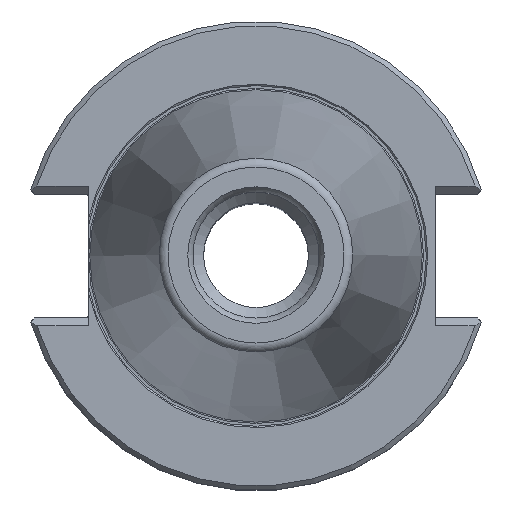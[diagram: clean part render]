
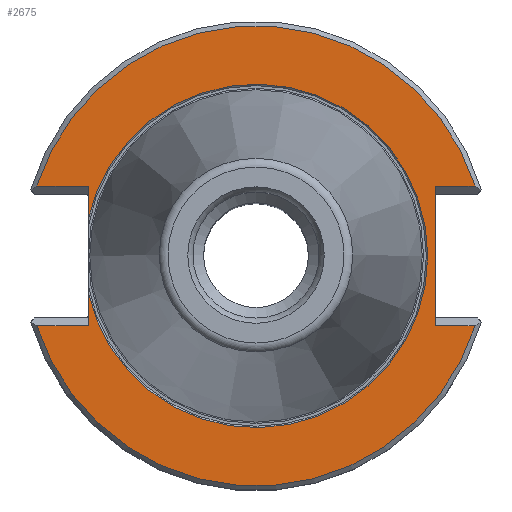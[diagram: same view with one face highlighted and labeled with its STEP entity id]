
A CAD part, top view. The second image highlights one B-rep face of the part: STEP entity #2675.
In plain terms, the highlighted planar face has unit normal (0, 0, 1).
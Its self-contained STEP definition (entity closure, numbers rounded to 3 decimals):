
#37=LINE('',#3709,#136);
#39=LINE('',#3723,#138);
#51=LINE('',#3761,#150);
#60=LINE('',#3794,#159);
#63=LINE('',#3804,#162);
#64=LINE('',#3809,#163);
#65=LINE('',#3810,#164);
#136=VECTOR('',#3094,1000.);
#138=VECTOR('',#3096,1000.);
#150=VECTOR('',#3130,1000.);
#159=VECTOR('',#3163,1000.);
#162=VECTOR('',#3172,1000.);
#163=VECTOR('',#3177,1000.);
#164=VECTOR('',#3178,1000.);
#296=PLANE('',#2833);
#432=ORIENTED_EDGE('',*,*,#906,.F.);
#433=ORIENTED_EDGE('',*,*,#865,.F.);
#434=ORIENTED_EDGE('',*,*,#907,.F.);
#435=ORIENTED_EDGE('',*,*,#861,.F.);
#436=ORIENTED_EDGE('',*,*,#901,.T.);
#437=ORIENTED_EDGE('',*,*,#908,.T.);
#438=ORIENTED_EDGE('',*,*,#909,.T.);
#439=ORIENTED_EDGE('',*,*,#884,.F.);
#440=ORIENTED_EDGE('',*,*,#910,.F.);
#441=ORIENTED_EDGE('',*,*,#911,.T.);
#861=EDGE_CURVE('',#1108,#1110,#37,.T.);
#865=EDGE_CURVE('',#1113,#1114,#39,.T.);
#884=EDGE_CURVE('',#1128,#1129,#51,.T.);
#901=EDGE_CURVE('',#1108,#1141,#60,.T.);
#906=EDGE_CURVE('',#1114,#1145,#63,.T.);
#907=EDGE_CURVE('',#1110,#1113,#1296,.T.);
#908=EDGE_CURVE('',#1141,#1146,#1297,.T.);
#909=EDGE_CURVE('',#1146,#1129,#64,.T.);
#910=EDGE_CURVE('',#1147,#1128,#65,.T.);
#911=EDGE_CURVE('',#1147,#1145,#1298,.T.);
#1108=VERTEX_POINT('',#3707);
#1110=VERTEX_POINT('',#3710);
#1113=VERTEX_POINT('',#3722);
#1114=VERTEX_POINT('',#3724);
#1128=VERTEX_POINT('',#3760);
#1129=VERTEX_POINT('',#3762);
#1141=VERTEX_POINT('',#3795);
#1145=VERTEX_POINT('',#3805);
#1146=VERTEX_POINT('',#3808);
#1147=VERTEX_POINT('',#3811);
#1296=CIRCLE('',#2834,36.);
#1297=CIRCLE('',#2835,48.215);
#1298=CIRCLE('',#2836,48.215);
#1420=EDGE_LOOP('',(#432,#433,#434,#435,#436,#437,#438,#439,#440,#441));
#1601=FACE_BOUND('',#1420,.T.);
#2675=ADVANCED_FACE('',(#1601),#296,.T.);
#2833=AXIS2_PLACEMENT_3D('',#3803,#3170,#3171);
#2834=AXIS2_PLACEMENT_3D('',#3806,#3173,#3174);
#2835=AXIS2_PLACEMENT_3D('',#3807,#3175,#3176);
#2836=AXIS2_PLACEMENT_3D('',#3812,#3179,#3180);
#3094=DIRECTION('',(0.,1.,0.));
#3096=DIRECTION('',(0.,1.,0.));
#3130=DIRECTION('',(0.,-1.,0.));
#3163=DIRECTION('',(-1.,0.,0.));
#3170=DIRECTION('',(0.,0.,1.));
#3171=DIRECTION('',(1.,0.,0.));
#3172=DIRECTION('',(-1.,0.,0.));
#3173=DIRECTION('',(0.,0.,1.));
#3174=DIRECTION('',(1.,0.,0.));
#3175=DIRECTION('',(0.,0.,1.));
#3176=DIRECTION('',(1.,0.,0.));
#3177=DIRECTION('',(-1.,0.,0.));
#3178=DIRECTION('',(-1.,0.,0.));
#3179=DIRECTION('',(0.,0.,1.));
#3180=DIRECTION('',(1.,0.,0.));
#3707=CARTESIAN_POINT('',(-35.16,-14.655,-1.5));
#3709=CARTESIAN_POINT('',(-35.16,12.955,-1.5));
#3710=CARTESIAN_POINT('',(-35.16,-7.731,-1.5));
#3722=CARTESIAN_POINT('',(-35.16,7.731,-1.5));
#3723=CARTESIAN_POINT('',(-35.16,12.955,-1.5));
#3724=CARTESIAN_POINT('',(-35.16,14.655,-1.5));
#3760=CARTESIAN_POINT('',(37.57,14.655,-1.5));
#3761=CARTESIAN_POINT('',(37.57,-12.955,-1.5));
#3762=CARTESIAN_POINT('',(37.57,-14.655,-1.5));
#3794=CARTESIAN_POINT('',(-228.637,-14.655,-1.5));
#3795=CARTESIAN_POINT('',(-45.934,-14.655,-1.5));
#3803=CARTESIAN_POINT('',(0.,35.144,-1.5));
#3804=CARTESIAN_POINT('',(-228.637,14.655,-1.5));
#3805=CARTESIAN_POINT('',(-45.934,14.655,-1.5));
#3806=CARTESIAN_POINT('',(0.,0.,-1.5));
#3807=CARTESIAN_POINT('',(0.,0.,-1.5));
#3808=CARTESIAN_POINT('',(45.934,-14.655,-1.5));
#3809=CARTESIAN_POINT('',(231.047,-14.655,-1.5));
#3810=CARTESIAN_POINT('',(231.047,14.655,-1.5));
#3811=CARTESIAN_POINT('',(45.934,14.655,-1.5));
#3812=CARTESIAN_POINT('',(0.,0.,-1.5));
